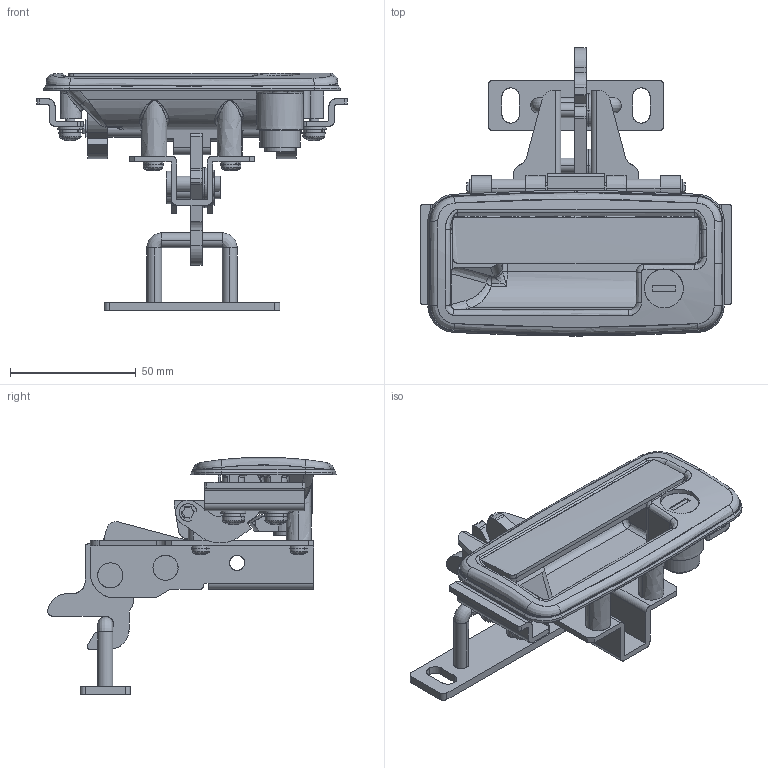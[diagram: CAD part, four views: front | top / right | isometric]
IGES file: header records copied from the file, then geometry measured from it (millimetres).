
Start section: SolidWorks IGES file using analytic representation for surfaces
Global section: file name: A-885-B-2-1.IGS; native system: SolidWorks 2018; preprocessor: SolidWorks 2018; author: 1337yo; date: 200217.140240; units: millimetre
Bounding box: 123.6 x 114.92 x 94.5 mm (x, y, z)
Surface area: 79626.3 mm2 (no closed solid volume)
Topology: 0 solids, 0 shells, 1282 faces, 15590 edges, 15567 vertices
Faces by surface type: bspline 681, revolution 601
